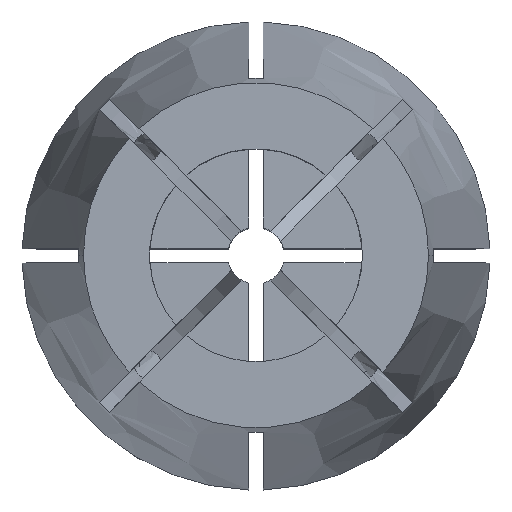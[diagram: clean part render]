
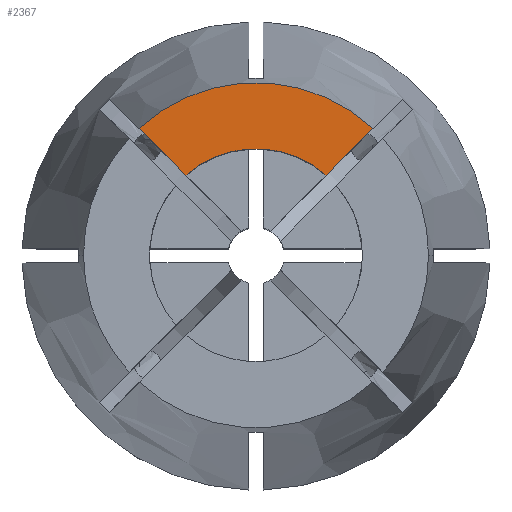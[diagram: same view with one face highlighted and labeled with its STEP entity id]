
A CAD part, top view. The second image highlights one B-rep face of the part: STEP entity #2367.
In plain terms, the highlighted planar face has unit normal (0, 0, 1).
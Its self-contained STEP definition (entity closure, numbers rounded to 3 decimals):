
#538 = CARTESIAN_POINT ( 'NONE',  ( -0.354, 0.354, 0. ) ) ;
#620 = VERTEX_POINT ( 'NONE', #2189 ) ;
#730 = CARTESIAN_POINT ( 'NONE',  ( -8.236, 8.943, 0. ) ) ;
#795 = VERTEX_POINT ( 'NONE', #730 ) ;
#902 = EDGE_CURVE ( 'NONE', #2881, #620, #2849, .T. ) ;
#995 = ORIENTED_EDGE ( 'NONE', *, *, #1831, .T. ) ;
#998 = EDGE_LOOP ( 'NONE', ( #3000, #2459, #995, #1785 ) ) ;
#1047 = EDGE_CURVE ( 'NONE', #2881, #1804, #3220, .T. ) ;
#1215 = CARTESIAN_POINT ( 'NONE',  ( 0., 0., 0. ) ) ;
#1251 = CARTESIAN_POINT ( 'NONE',  ( 0., 0., 0. ) ) ;
#1785 = ORIENTED_EDGE ( 'NONE', *, *, #2505, .T. ) ;
#1804 = VERTEX_POINT ( 'NONE', #3296 ) ;
#1831 = EDGE_CURVE ( 'NONE', #620, #795, #2353, .T. ) ;
#1853 = DIRECTION ( 'NONE',  ( 1., 0., 0. ) ) ;
#1927 = AXIS2_PLACEMENT_3D ( 'NONE', #1215, #2363, #2693 ) ;
#1942 = VECTOR ( 'NONE', #3088, 1000. ) ;
#2078 = DIRECTION ( 'NONE',  ( -1., 0., 0. ) ) ;
#2189 = CARTESIAN_POINT ( 'NONE',  ( 8.236, 8.943, 0. ) ) ;
#2353 = CIRCLE ( 'NONE', #2661, 12.158 ) ;
#2363 = DIRECTION ( 'NONE',  ( 0., 0., 1. ) ) ;
#2367 = ADVANCED_FACE ( 'NONE', ( #2615 ), #3195, .F. ) ;
#2375 = DIRECTION ( 'NONE',  ( 0., 0., 1. ) ) ;
#2459 = ORIENTED_EDGE ( 'NONE', *, *, #902, .T. ) ;
#2473 = VECTOR ( 'NONE', #2855, 1000. ) ;
#2488 = AXIS2_PLACEMENT_3D ( 'NONE', #3124, #3025, #2078 ) ;
#2505 = EDGE_CURVE ( 'NONE', #795, #1804, #2996, .T. ) ;
#2615 = FACE_OUTER_BOUND ( 'NONE', #998, .T. ) ;
#2661 = AXIS2_PLACEMENT_3D ( 'NONE', #1251, #2375, #1853 ) ;
#2693 = DIRECTION ( 'NONE',  ( 1., 0., 0. ) ) ;
#2704 = CARTESIAN_POINT ( 'NONE',  ( 4.938, 5.645, 0. ) ) ;
#2849 = LINE ( 'NONE', #538, #2473 ) ;
#2855 = DIRECTION ( 'NONE',  ( 0.707, 0.707, 0. ) ) ;
#2881 = VERTEX_POINT ( 'NONE', #2704 ) ;
#2996 = LINE ( 'NONE', #3380, #1942 ) ;
#3000 = ORIENTED_EDGE ( 'NONE', *, *, #1047, .F. ) ;
#3025 = DIRECTION ( 'NONE',  ( 0., 0., -1. ) ) ;
#3088 = DIRECTION ( 'NONE',  ( 0.707, -0.707, 0. ) ) ;
#3124 = CARTESIAN_POINT ( 'NONE',  ( 0., 0., 0. ) ) ;
#3195 = PLANE ( 'NONE',  #2488 ) ;
#3220 = CIRCLE ( 'NONE', #1927, 7.5 ) ;
#3296 = CARTESIAN_POINT ( 'NONE',  ( -4.938, 5.645, 0. ) ) ;
#3380 = CARTESIAN_POINT ( 'NONE',  ( 0.354, 0.354, 0. ) ) ;
